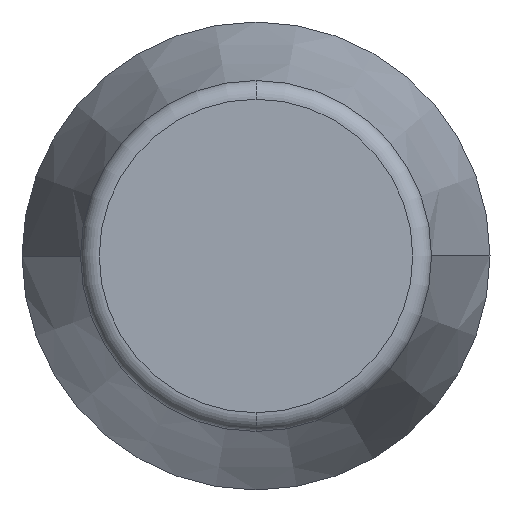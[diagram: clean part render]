
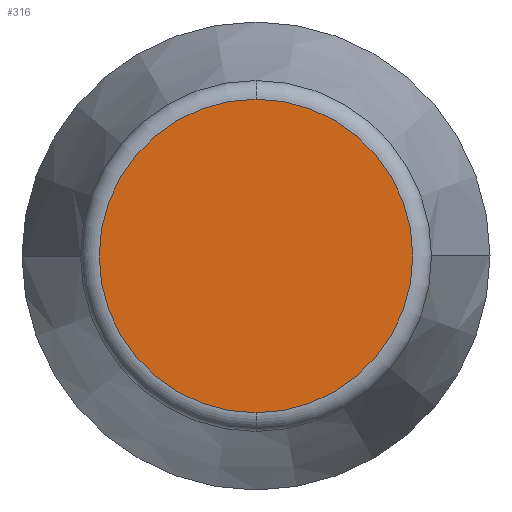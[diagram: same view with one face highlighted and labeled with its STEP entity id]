
A CAD part, front view. The second image highlights one B-rep face of the part: STEP entity #316.
In plain terms, the highlighted planar face has unit normal (0, -1, 0).
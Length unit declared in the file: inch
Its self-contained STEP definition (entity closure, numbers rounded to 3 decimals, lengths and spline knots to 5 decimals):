
#15 = CARTESIAN_POINT ( 'NONE',  ( 0., 0., 0.08375 ) ) ;
#17 = CIRCLE ( 'NONE', #333, 0.08375 ) ;
#26 = ORIENTED_EDGE ( 'NONE', *, *, #306, .T. ) ;
#89 = AXIS2_PLACEMENT_3D ( 'NONE', #293, #362, #199 ) ;
#92 = DIRECTION ( 'NONE',  ( 0., 0., -1. ) ) ;
#96 = CARTESIAN_POINT ( 'NONE',  ( 0., 0., -0.08375 ) ) ;
#107 = EDGE_CURVE ( 'NONE', #243, #280, #130, .T. ) ;
#130 = CIRCLE ( 'NONE', #300, 0.08375 ) ;
#139 = PLANE ( 'NONE',  #89 ) ;
#199 = DIRECTION ( 'NONE',  ( 0., 0., -1. ) ) ;
#243 = VERTEX_POINT ( 'NONE', #15 ) ;
#249 = CARTESIAN_POINT ( 'NONE',  ( 0., 0., 0. ) ) ;
#253 = EDGE_LOOP ( 'NONE', ( #26, #340 ) ) ;
#280 = VERTEX_POINT ( 'NONE', #96 ) ;
#290 = FACE_OUTER_BOUND ( 'NONE', #253, .T. ) ;
#293 = CARTESIAN_POINT ( 'NONE',  ( 0., 0., 0. ) ) ;
#300 = AXIS2_PLACEMENT_3D ( 'NONE', #388, #381, #363 ) ;
#306 = EDGE_CURVE ( 'NONE', #280, #243, #17, .T. ) ;
#316 = ADVANCED_FACE ( 'NONE', ( #290 ), #139, .T. ) ;
#333 = AXIS2_PLACEMENT_3D ( 'NONE', #249, #373, #92 ) ;
#340 = ORIENTED_EDGE ( 'NONE', *, *, #107, .T. ) ;
#362 = DIRECTION ( 'NONE',  ( 0., -1., 0. ) ) ;
#363 = DIRECTION ( 'NONE',  ( 0., 0., -1. ) ) ;
#373 = DIRECTION ( 'NONE',  ( 0., -1., 0. ) ) ;
#381 = DIRECTION ( 'NONE',  ( 0., -1., 0. ) ) ;
#388 = CARTESIAN_POINT ( 'NONE',  ( 0., 0., 0. ) ) ;
